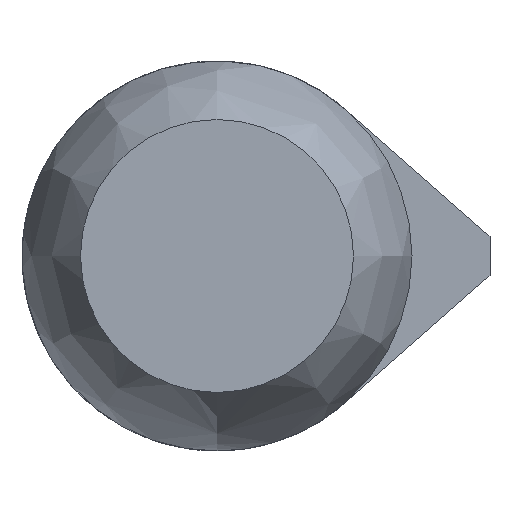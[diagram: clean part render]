
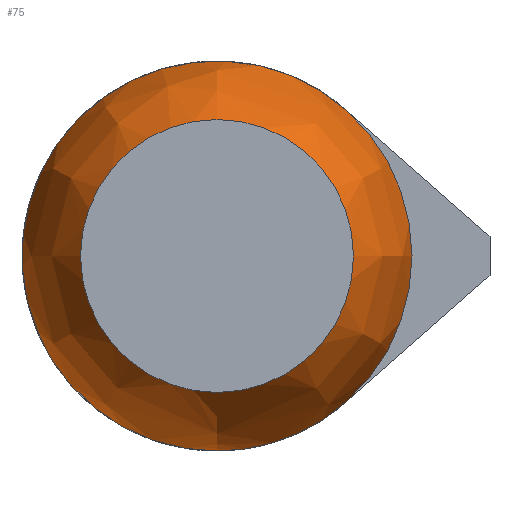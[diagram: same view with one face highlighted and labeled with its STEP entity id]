
A CAD part, front view. The second image highlights one B-rep face of the part: STEP entity #75.
In plain terms, the highlighted free-form (B-spline) face has degree [3, 3] with [4, 7] control points.
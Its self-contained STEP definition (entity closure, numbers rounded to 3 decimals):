
#75 = ADVANCED_FACE( '', ( #156, #157 ), #158, .T. );
#156 = FACE_OUTER_BOUND( '', #270, .T. );
#157 = FACE_OUTER_BOUND( '', #271, .T. );
#158 = ( BOUNDED_SURFACE(  )B_SPLINE_SURFACE( 3, 3, ( ( #274, #275, #276, #277, #278, #279, #280 ), ( #281, #282, #283, #284, #285, #286, #287 ), ( #288, #289, #290, #291, #292, #293, #294 ), ( #295, #296, #297, #298, #299, #300, #301 ) ), .UNSPECIFIED., .F., .T., .F. )B_SPLINE_SURFACE_WITH_KNOTS( ( 4, 4 ), ( 4, 3, 4 ), ( 0., 6.283 ), ( 0.082, 0.405, 0.728 ), .UNSPECIFIED. )GEOMETRIC_REPRESENTATION_ITEM(  )RATIONAL_B_SPLINE_SURFACE( ( ( 1., 0.333, 0.333, 1., 0.333, 0.333, 1. ), ( 0.966, 0.322, 0.322, 0.966, 0.322, 0.322, 0.966 ), ( 0.966, 0.322, 0.322, 0.966, 0.322, 0.322, 0.966 ), ( 1., 0.333, 0.333, 1., 0.333, 0.333, 1. ) ) )REPRESENTATION_ITEM( '' )SURFACE(  ) );
#270 = EDGE_LOOP( '', ( #432, #433 ) );
#271 = EDGE_LOOP( '', ( #434 ) );
#274 = CARTESIAN_POINT( '', ( 0., -34.25, -3.5 ) );
#275 = CARTESIAN_POINT( '', ( 7., -34.25, -3.5 ) );
#276 = CARTESIAN_POINT( '', ( 7., -34.25, 3.5 ) );
#277 = CARTESIAN_POINT( '', ( 0., -34.25, 3.5 ) );
#278 = CARTESIAN_POINT( '', ( -7., -34.25, 3.5 ) );
#279 = CARTESIAN_POINT( '', ( -7., -34.25, -3.5 ) );
#280 = CARTESIAN_POINT( '', ( 0., -34.25, -3.5 ) );
#281 = CARTESIAN_POINT( '', ( 0., -33.268, -4.375 ) );
#282 = CARTESIAN_POINT( '', ( 8.749, -33.268, -4.375 ) );
#283 = CARTESIAN_POINT( '', ( 8.749, -33.268, 4.375 ) );
#284 = CARTESIAN_POINT( '', ( 0., -33.268, 4.375 ) );
#285 = CARTESIAN_POINT( '', ( -8.749, -33.268, 4.375 ) );
#286 = CARTESIAN_POINT( '', ( -8.749, -33.268, -4.375 ) );
#287 = CARTESIAN_POINT( '', ( 0., -33.268, -4.375 ) );
#288 = CARTESIAN_POINT( '', ( 0., -32.06, -4.892 ) );
#289 = CARTESIAN_POINT( '', ( 9.785, -32.06, -4.892 ) );
#290 = CARTESIAN_POINT( '', ( 9.785, -32.06, 4.892 ) );
#291 = CARTESIAN_POINT( '', ( 0., -32.06, 4.892 ) );
#292 = CARTESIAN_POINT( '', ( -9.785, -32.06, 4.892 ) );
#293 = CARTESIAN_POINT( '', ( -9.785, -32.06, -4.892 ) );
#294 = CARTESIAN_POINT( '', ( 0., -32.06, -4.892 ) );
#295 = CARTESIAN_POINT( '', ( 0., -30.75, -5. ) );
#296 = CARTESIAN_POINT( '', ( 10., -30.75, -5. ) );
#297 = CARTESIAN_POINT( '', ( 10., -30.75, 5. ) );
#298 = CARTESIAN_POINT( '', ( 0., -30.75, 5. ) );
#299 = CARTESIAN_POINT( '', ( -10., -30.75, 5. ) );
#300 = CARTESIAN_POINT( '', ( -10., -30.75, -5. ) );
#301 = CARTESIAN_POINT( '', ( 0., -30.75, -5. ) );
#432 = ORIENTED_EDGE( '', *, *, #475, .F. );
#433 = ORIENTED_EDGE( '', *, *, #511, .F. );
#434 = ORIENTED_EDGE( '', *, *, #519, .F. );
#475 = EDGE_CURVE( '', #531, #534, #535, .T. );
#511 = EDGE_CURVE( '', #534, #531, #588, .T. );
#519 = EDGE_CURVE( '', #596, #596, #597, .T. );
#531 = VERTEX_POINT( '', #609 );
#534 = VERTEX_POINT( '', #613 );
#535 = CIRCLE( '', #614, 5. );
#588 = CIRCLE( '', #685, 5. );
#596 = VERTEX_POINT( '', #694 );
#597 = CIRCLE( '', #695, 3.5 );
#609 = CARTESIAN_POINT( '', ( 3.303, -30.75, 3.753 ) );
#613 = CARTESIAN_POINT( '', ( 3.303, -30.75, -3.753 ) );
#614 = AXIS2_PLACEMENT_3D( '', #708, #709, #710 );
#685 = AXIS2_PLACEMENT_3D( '', #750, #751, #752 );
#694 = CARTESIAN_POINT( '', ( 0., -34.25, -3.5 ) );
#695 = AXIS2_PLACEMENT_3D( '', #757, #758, #759 );
#708 = CARTESIAN_POINT( '', ( 0., -30.75, 0. ) );
#709 = DIRECTION( '', ( 0., 1., 0. ) );
#710 = DIRECTION( '', ( 0., 0., 1. ) );
#750 = CARTESIAN_POINT( '', ( 0., -30.75, 0. ) );
#751 = DIRECTION( '', ( 0., 1., 0. ) );
#752 = DIRECTION( '', ( 1., 0., 0. ) );
#757 = CARTESIAN_POINT( '', ( 0., -34.25, 0. ) );
#758 = DIRECTION( '', ( 0., -1., 0. ) );
#759 = DIRECTION( '', ( 0., 0., -1. ) );
